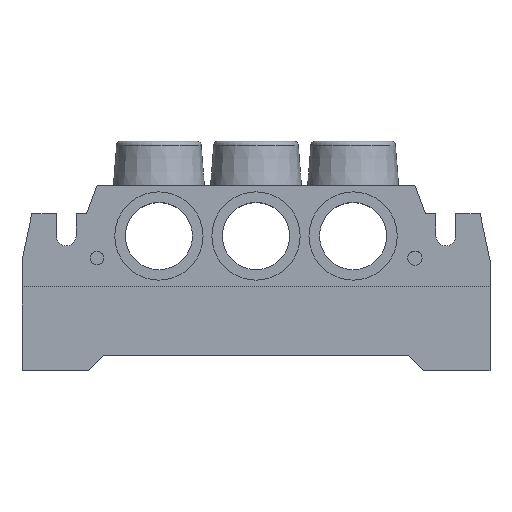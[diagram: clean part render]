
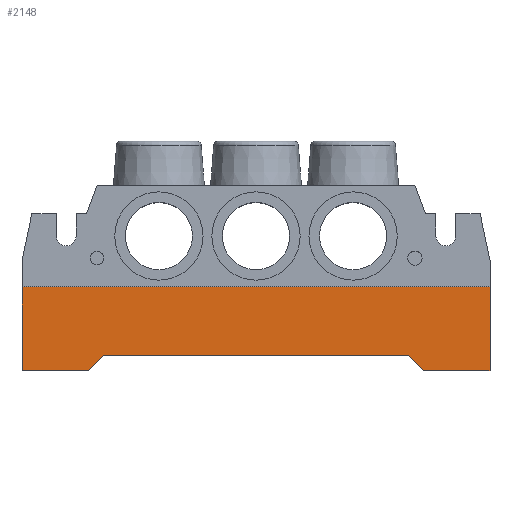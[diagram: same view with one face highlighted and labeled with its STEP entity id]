
A CAD part, top view. The second image highlights one B-rep face of the part: STEP entity #2148.
In plain terms, the highlighted planar face has unit normal (0, 0, 1).
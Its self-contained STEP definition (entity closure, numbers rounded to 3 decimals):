
#120=LINE($,#3273,#342);
#127=LINE($,#3292,#349);
#137=LINE($,#3317,#359);
#142=LINE($,#3414,#364);
#143=LINE($,#3417,#365);
#144=LINE($,#3418,#366);
#145=LINE($,#3420,#367);
#146=LINE($,#3421,#368);
#342=VECTOR($,#2637,4.95);
#349=VECTOR($,#2654,69.);
#359=VECTOR($,#2678,4.95);
#364=VECTOR($,#2801,106.);
#365=VECTOR($,#2804,15.);
#366=VECTOR($,#2805,19.);
#367=VECTOR($,#2806,19.);
#368=VECTOR($,#2807,15.);
#520=PLANE($,#2336);
#697=FACE_OUTER_BOUND($,#859,.T.);
#859=EDGE_LOOP($,(#1758,#1759,#1760,#1761,#1762,#1763,#1764,#1765));
#1078=VERTEX_POINT($,#3270);
#1079=VERTEX_POINT($,#3272);
#1086=VERTEX_POINT($,#3291);
#1094=VERTEX_POINT($,#3316);
#1125=VERTEX_POINT($,#3408);
#1127=VERTEX_POINT($,#3412);
#1128=VERTEX_POINT($,#3416);
#1129=VERTEX_POINT($,#3419);
#1310=EDGE_CURVE($,#1078,#1079,#120,.T.);
#1319=EDGE_CURVE($,#1079,#1086,#127,.T.);
#1332=EDGE_CURVE($,#1086,#1094,#137,.T.);
#1366=EDGE_CURVE($,#1127,#1125,#142,.T.);
#1367=EDGE_CURVE($,#1128,#1078,#143,.T.);
#1368=EDGE_CURVE($,#1125,#1128,#144,.T.);
#1369=EDGE_CURVE($,#1129,#1127,#145,.T.);
#1370=EDGE_CURVE($,#1094,#1129,#146,.T.);
#1758=ORIENTED_EDGE($,*,*,#1332,.F.);
#1759=ORIENTED_EDGE($,*,*,#1319,.F.);
#1760=ORIENTED_EDGE($,*,*,#1310,.F.);
#1761=ORIENTED_EDGE($,*,*,#1367,.F.);
#1762=ORIENTED_EDGE($,*,*,#1368,.F.);
#1763=ORIENTED_EDGE($,*,*,#1366,.F.);
#1764=ORIENTED_EDGE($,*,*,#1369,.F.);
#1765=ORIENTED_EDGE($,*,*,#1370,.F.);
#2148=ADVANCED_FACE($,(#697),#520,.F.);
#2336=AXIS2_PLACEMENT_3D($,#3415,#2802,#2803);
#2637=DIRECTION($,(-0.707,0.707,0.));
#2654=DIRECTION($,(-1.,0.,0.));
#2678=DIRECTION($,(-0.707,-0.707,0.));
#2801=DIRECTION($,(1.,0.,0.));
#2802=DIRECTION('center_axis',(0.,0.,-1.));
#2803=DIRECTION('ref_axis',(-1.,0.,0.));
#2804=DIRECTION($,(-1.,0.,0.));
#2805=DIRECTION($,(0.,-1.,0.));
#2806=DIRECTION($,(0.,1.,0.));
#2807=DIRECTION($,(-1.,0.,0.));
#3270=CARTESIAN_POINT('',(38.,0.,11.25));
#3272=CARTESIAN_POINT('',(34.5,3.5,11.25));
#3273=CARTESIAN_POINT($,(10.5,27.5,11.25));
#3291=CARTESIAN_POINT('',(-34.5,3.5,11.25));
#3292=CARTESIAN_POINT($,(-9.25,3.5,11.25));
#3316=CARTESIAN_POINT('',(-38.,0.,11.25));
#3317=CARTESIAN_POINT($,(-35.25,2.75,11.25));
#3408=CARTESIAN_POINT('',(53.,19.,11.25));
#3412=CARTESIAN_POINT('',(-53.,19.,11.25));
#3414=CARTESIAN_POINT($,(-53.,19.,11.25));
#3415=CARTESIAN_POINT('Origin',(-53.,19.,11.25));
#3416=CARTESIAN_POINT('',(53.,0.,11.25));
#3417=CARTESIAN_POINT($,(0.,0.,11.25));
#3418=CARTESIAN_POINT($,(53.,22.,11.25));
#3419=CARTESIAN_POINT('',(-53.,0.,11.25));
#3420=CARTESIAN_POINT($,(-53.,9.5,11.25));
#3421=CARTESIAN_POINT($,(-45.5,0.,11.25));
